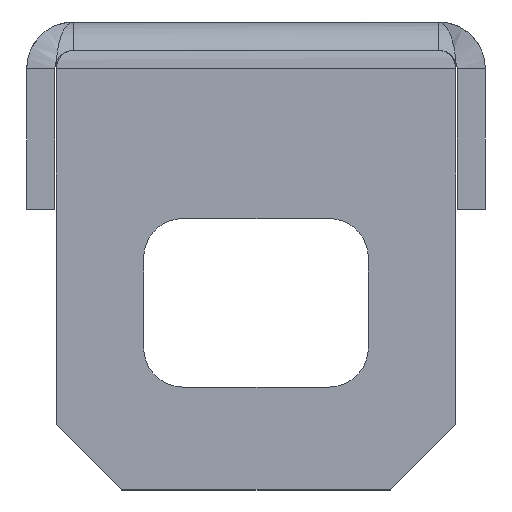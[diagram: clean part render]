
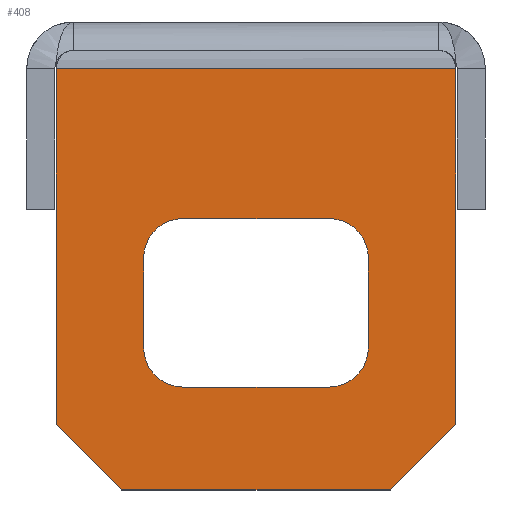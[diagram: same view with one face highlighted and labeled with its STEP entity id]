
A CAD part, left-side view. The second image highlights one B-rep face of the part: STEP entity #408.
In plain terms, the highlighted planar face has unit normal (-1, 0, 0).
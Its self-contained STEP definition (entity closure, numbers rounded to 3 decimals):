
#53 = CARTESIAN_POINT ( 'NONE',  ( -381., 6., -12.6 ) ) ;
#66 = EDGE_CURVE ( 'NONE', #886, #184, #488, .T. ) ;
#83 = CARTESIAN_POINT ( 'NONE',  ( -381., -3.9, -19.5 ) ) ;
#105 = EDGE_CURVE ( 'NONE', #1960, #2292, #1398, .T. ) ;
#154 = EDGE_CURVE ( 'NONE', #1749, #741, #1997, .T. ) ;
#158 = DIRECTION ( 'NONE',  ( 1., 0., 0. ) ) ;
#167 = DIRECTION ( 'NONE',  ( 0., 0., -1. ) ) ;
#184 = VERTEX_POINT ( 'NONE', #2240 ) ;
#193 = LINE ( 'NONE', #1999, #2190 ) ;
#196 = DIRECTION ( 'NONE',  ( 0., -0.707, 0.707 ) ) ;
#197 = CARTESIAN_POINT ( 'NONE',  ( -381., 6., -17.4 ) ) ;
#229 = VECTOR ( 'NONE', #827, 1000. ) ;
#231 = VERTEX_POINT ( 'NONE', #241 ) ;
#241 = CARTESIAN_POINT ( 'NONE',  ( -381., -7.179, -25. ) ) ;
#248 = LINE ( 'NONE', #1225, #1925 ) ;
#249 = ORIENTED_EDGE ( 'NONE', *, *, #2321, .T. ) ;
#257 = CARTESIAN_POINT ( 'NONE',  ( -381., -10.679, -25. ) ) ;
#263 = ORIENTED_EDGE ( 'NONE', *, *, #2060, .T. ) ;
#266 = VECTOR ( 'NONE', #2546, 1000. ) ;
#310 = CIRCLE ( 'NONE', #2478, 2.1 ) ;
#314 = EDGE_CURVE ( 'NONE', #348, #886, #2213, .T. ) ;
#348 = VERTEX_POINT ( 'NONE', #2526 ) ;
#367 = VECTOR ( 'NONE', #1173, 1000. ) ;
#408 = ADVANCED_FACE ( 'NONE', ( #2179, #2092 ), #530, .F. ) ;
#411 = VECTOR ( 'NONE', #643, 1000. ) ;
#441 = CARTESIAN_POINT ( 'NONE',  ( -381., 7.179, -25. ) ) ;
#442 = LINE ( 'NONE', #53, #2172 ) ;
#480 = DIRECTION ( 'NONE',  ( 0., -1., 0. ) ) ;
#488 = LINE ( 'NONE', #1973, #367 ) ;
#530 = PLANE ( 'NONE',  #2346 ) ;
#556 = EDGE_CURVE ( 'NONE', #1944, #1749, #193, .T. ) ;
#565 = CARTESIAN_POINT ( 'NONE',  ( -381., -3.9, -17.4 ) ) ;
#587 = CARTESIAN_POINT ( 'NONE',  ( -381., -10.679, -2.5 ) ) ;
#590 = CARTESIAN_POINT ( 'NONE',  ( -381., 3.9, -19.5 ) ) ;
#591 = ORIENTED_EDGE ( 'NONE', *, *, #2233, .F. ) ;
#593 = DIRECTION ( 'NONE',  ( 0., 0., 1. ) ) ;
#636 = CARTESIAN_POINT ( 'NONE',  ( -381., 3822.25, -25. ) ) ;
#643 = DIRECTION ( 'NONE',  ( 0., -0.707, -0.707 ) ) ;
#659 = DIRECTION ( 'NONE',  ( 0., 0., 1. ) ) ;
#661 = DIRECTION ( 'NONE',  ( 0., 0., 1. ) ) ;
#689 = DIRECTION ( 'NONE',  ( 1., 0., 0. ) ) ;
#741 = VERTEX_POINT ( 'NONE', #1284 ) ;
#771 = LINE ( 'NONE', #1551, #266 ) ;
#786 = DIRECTION ( 'NONE',  ( 0., -1., 0. ) ) ;
#813 = EDGE_CURVE ( 'NONE', #1056, #1862, #1618, .T. ) ;
#827 = DIRECTION ( 'NONE',  ( 0., 0., -1. ) ) ;
#835 = ORIENTED_EDGE ( 'NONE', *, *, #1640, .T. ) ;
#846 = LINE ( 'NONE', #1067, #411 ) ;
#871 = AXIS2_PLACEMENT_3D ( 'NONE', #2320, #158, #1342 ) ;
#886 = VERTEX_POINT ( 'NONE', #1319 ) ;
#953 = VERTEX_POINT ( 'NONE', #197 ) ;
#1056 = VERTEX_POINT ( 'NONE', #1226 ) ;
#1062 = CARTESIAN_POINT ( 'NONE',  ( -381., 10.679, -2.5 ) ) ;
#1067 = CARTESIAN_POINT ( 'NONE',  ( -381., 7.179, -25. ) ) ;
#1173 = DIRECTION ( 'NONE',  ( 0., 0., -1. ) ) ;
#1206 = DIRECTION ( 'NONE',  ( 0., 1., 0. ) ) ;
#1225 = CARTESIAN_POINT ( 'NONE',  ( -381., 10.679, -25. ) ) ;
#1226 = CARTESIAN_POINT ( 'NONE',  ( -381., 6., -12.6 ) ) ;
#1284 = CARTESIAN_POINT ( 'NONE',  ( -381., -10.679, -21.5 ) ) ;
#1301 = EDGE_CURVE ( 'NONE', #1862, #348, #771, .T. ) ;
#1303 = DIRECTION ( 'NONE',  ( 0., 0., -1. ) ) ;
#1314 = LINE ( 'NONE', #636, #2200 ) ;
#1319 = CARTESIAN_POINT ( 'NONE',  ( -381., -6., -12.6 ) ) ;
#1335 = CIRCLE ( 'NONE', #1411, 2.1 ) ;
#1342 = DIRECTION ( 'NONE',  ( 0., 0., -1. ) ) ;
#1369 = EDGE_LOOP ( 'NONE', ( #249, #2512, #1910, #2202, #2014, #2005, #2548, #263 ) ) ;
#1379 = CARTESIAN_POINT ( 'NONE',  ( -381., -10.679, -21.5 ) ) ;
#1398 = LINE ( 'NONE', #590, #1879 ) ;
#1411 = AXIS2_PLACEMENT_3D ( 'NONE', #565, #2180, #167 ) ;
#1433 = CARTESIAN_POINT ( 'NONE',  ( -381., 10.679, -21.5 ) ) ;
#1446 = CARTESIAN_POINT ( 'NONE',  ( -381., 3.9, -10.5 ) ) ;
#1519 = CARTESIAN_POINT ( 'NONE',  ( -381., 3822.25, -25. ) ) ;
#1551 = CARTESIAN_POINT ( 'NONE',  ( -381., 3.9, -10.5 ) ) ;
#1568 = LINE ( 'NONE', #1379, #1985 ) ;
#1608 = EDGE_CURVE ( 'NONE', #1863, #231, #1314, .T. ) ;
#1618 = CIRCLE ( 'NONE', #871, 2.1 ) ;
#1640 = EDGE_CURVE ( 'NONE', #2337, #1863, #846, .T. ) ;
#1694 = ORIENTED_EDGE ( 'NONE', *, *, #556, .F. ) ;
#1749 = VERTEX_POINT ( 'NONE', #587 ) ;
#1827 = ORIENTED_EDGE ( 'NONE', *, *, #2199, .T. ) ;
#1862 = VERTEX_POINT ( 'NONE', #1446 ) ;
#1863 = VERTEX_POINT ( 'NONE', #441 ) ;
#1875 = DIRECTION ( 'NONE',  ( 1., 0., 0. ) ) ;
#1879 = VECTOR ( 'NONE', #1206, 1000. ) ;
#1905 = AXIS2_PLACEMENT_3D ( 'NONE', #2296, #1875, #659 ) ;
#1910 = ORIENTED_EDGE ( 'NONE', *, *, #1301, .T. ) ;
#1925 = VECTOR ( 'NONE', #593, 1000. ) ;
#1944 = VERTEX_POINT ( 'NONE', #1062 ) ;
#1960 = VERTEX_POINT ( 'NONE', #83 ) ;
#1973 = CARTESIAN_POINT ( 'NONE',  ( -381., -6., -12.6 ) ) ;
#1985 = VECTOR ( 'NONE', #196, 1000. ) ;
#1997 = LINE ( 'NONE', #257, #229 ) ;
#1999 = CARTESIAN_POINT ( 'NONE',  ( -381., 3822.25, -2.5 ) ) ;
#2005 = ORIENTED_EDGE ( 'NONE', *, *, #2100, .T. ) ;
#2014 = ORIENTED_EDGE ( 'NONE', *, *, #66, .T. ) ;
#2060 = EDGE_CURVE ( 'NONE', #2292, #953, #310, .T. ) ;
#2092 = FACE_OUTER_BOUND ( 'NONE', #2135, .T. ) ;
#2100 = EDGE_CURVE ( 'NONE', #184, #1960, #1335, .T. ) ;
#2135 = EDGE_LOOP ( 'NONE', ( #591, #835, #2224, #1827, #2272, #1694 ) ) ;
#2148 = DIRECTION ( 'NONE',  ( 1., 0., 0. ) ) ;
#2172 = VECTOR ( 'NONE', #661, 1000. ) ;
#2179 = FACE_BOUND ( 'NONE', #1369, .T. ) ;
#2180 = DIRECTION ( 'NONE',  ( 1., 0., 0. ) ) ;
#2190 = VECTOR ( 'NONE', #786, 1000. ) ;
#2199 = EDGE_CURVE ( 'NONE', #231, #741, #1568, .T. ) ;
#2200 = VECTOR ( 'NONE', #480, 1000. ) ;
#2202 = ORIENTED_EDGE ( 'NONE', *, *, #314, .T. ) ;
#2213 = CIRCLE ( 'NONE', #1905, 2.1 ) ;
#2224 = ORIENTED_EDGE ( 'NONE', *, *, #1608, .T. ) ;
#2233 = EDGE_CURVE ( 'NONE', #2337, #1944, #248, .T. ) ;
#2240 = CARTESIAN_POINT ( 'NONE',  ( -381., -6., -17.4 ) ) ;
#2241 = CARTESIAN_POINT ( 'NONE',  ( -381., 3.9, -19.5 ) ) ;
#2272 = ORIENTED_EDGE ( 'NONE', *, *, #154, .F. ) ;
#2292 = VERTEX_POINT ( 'NONE', #2241 ) ;
#2296 = CARTESIAN_POINT ( 'NONE',  ( -381., -3.9, -12.6 ) ) ;
#2320 = CARTESIAN_POINT ( 'NONE',  ( -381., 3.9, -12.6 ) ) ;
#2321 = EDGE_CURVE ( 'NONE', #953, #1056, #442, .T. ) ;
#2337 = VERTEX_POINT ( 'NONE', #1433 ) ;
#2346 = AXIS2_PLACEMENT_3D ( 'NONE', #1519, #689, #1303 ) ;
#2478 = AXIS2_PLACEMENT_3D ( 'NONE', #2510, #2148, #2496 ) ;
#2496 = DIRECTION ( 'NONE',  ( 0., 0., 1. ) ) ;
#2510 = CARTESIAN_POINT ( 'NONE',  ( -381., 3.9, -17.4 ) ) ;
#2512 = ORIENTED_EDGE ( 'NONE', *, *, #813, .T. ) ;
#2526 = CARTESIAN_POINT ( 'NONE',  ( -381., -3.9, -10.5 ) ) ;
#2546 = DIRECTION ( 'NONE',  ( 0., -1., 0. ) ) ;
#2548 = ORIENTED_EDGE ( 'NONE', *, *, #105, .T. ) ;
